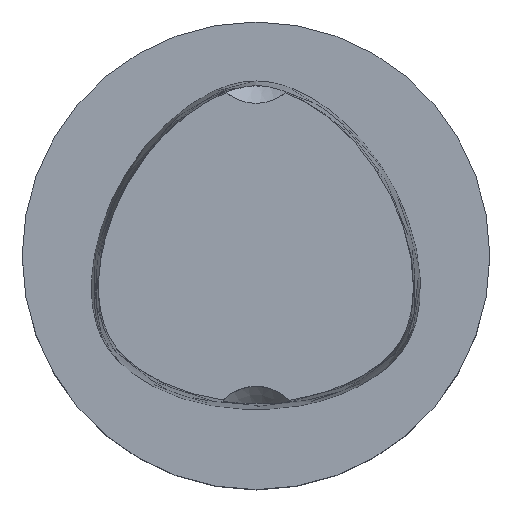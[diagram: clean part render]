
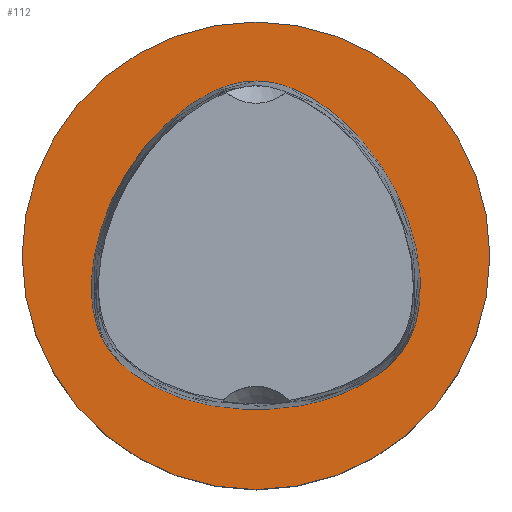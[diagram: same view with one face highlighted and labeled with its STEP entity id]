
A CAD part, top view. The second image highlights one B-rep face of the part: STEP entity #112.
In plain terms, the highlighted planar face has unit normal (0, 0, 1).
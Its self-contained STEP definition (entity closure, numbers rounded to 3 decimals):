
#112=ADVANCED_FACE('240[2]',(#256,#257),#258,.T.);
#117=EDGE_CURVE('240[2]',#263,#263,#264,.T.);
#129=EDGE_CURVE('240[2]',#278,#278,#279,.T.);
#256=FACE_OUTER_BOUND('',#556,.T.);
#257=FACE_BOUND('',#557,.T.);
#258=PLANE('',#558);
#263=VERTEX_POINT('',#564);
#264=B_SPLINE_CURVE_WITH_KNOTS('',3,(#565,#566,#567,#568,#569,#570,#571,#572,#573,#574,#575,#576,#577,#578,#579,#580,#581,#582,#583,#584,#585,#586,#587,#588,#589,#590,#591,#592,#593,#594,#595,#596,#597,#598,#599,#600,#601,#602,#603,#604,#605,#606,#607,#608,#609,#610,#611,#612,#613,#614,#615,#616),.UNSPECIFIED.,.T.,.F.,(4,3,1,1,1,1,1,1,1,1,1,1,1,1,1,1,1,1,1,1,1,1,1,1,1,1,1,1,1,1,1,1,1,1,1,1,1,1,1,1,1,1,1,1,1,1,1,4),(0.,0.,0.023,0.046,0.069,0.09,0.112,0.133,0.153,0.173,0.194,0.215,0.236,0.257,0.28,0.303,0.326,0.349,0.372,0.394,0.417,0.438,0.459,0.48,0.5,0.52,0.541,0.562,0.583,0.606,0.628,0.651,0.674,0.697,0.72,0.743,0.764,0.785,0.806,0.827,0.847,0.867,0.888,0.91,0.931,0.954,0.977,1.0),.UNSPECIFIED.);
#278=VERTEX_POINT('',#666);
#279=CIRCLE('',#667,24.99);
#556=EDGE_LOOP('',(#1846));
#557=EDGE_LOOP('',(#1847));
#558=AXIS2_PLACEMENT_3D('',#1848,#1849,#1850);
#564=CARTESIAN_POINT('',(0.001,18.694,0.0));
#565=CARTESIAN_POINT('',(0.001,18.694,0.0));
#566=CARTESIAN_POINT('',(0.011,18.694,0.0));
#567=CARTESIAN_POINT('',(0.02,18.694,0.0));
#568=CARTESIAN_POINT('',(0.029,18.694,0.0));
#569=CARTESIAN_POINT('',(0.868,18.695,0.0));
#570=CARTESIAN_POINT('',(2.552,18.418,0.0));
#571=CARTESIAN_POINT('',(4.899,17.498,0.0));
#572=CARTESIAN_POINT('',(7.042,16.239,0.0));
#573=CARTESIAN_POINT('',(8.953,14.751,0.0));
#574=CARTESIAN_POINT('',(10.656,13.119,0.0));
#575=CARTESIAN_POINT('',(12.164,11.372,0.0));
#576=CARTESIAN_POINT('',(13.489,9.526,0.0));
#577=CARTESIAN_POINT('',(14.645,7.587,0.0));
#578=CARTESIAN_POINT('',(15.637,5.55,0.0));
#579=CARTESIAN_POINT('',(16.457,3.408,0.0));
#580=CARTESIAN_POINT('',(17.089,1.155,0.0));
#581=CARTESIAN_POINT('',(17.497,-1.211,0.0));
#582=CARTESIAN_POINT('',(17.639,-3.672,0.0));
#583=CARTESIAN_POINT('',(17.405,-6.179,0.0));
#584=CARTESIAN_POINT('',(16.692,-8.64,0.0));
#585=CARTESIAN_POINT('',(15.284,-10.803,0.0));
#586=CARTESIAN_POINT('',(13.394,-12.511,0.0));
#587=CARTESIAN_POINT('',(11.276,-13.846,0.0));
#588=CARTESIAN_POINT('',(9.049,-14.853,0.0));
#589=CARTESIAN_POINT('',(6.791,-15.6,0.0));
#590=CARTESIAN_POINT('',(4.52,-16.102,0.0));
#591=CARTESIAN_POINT('',(2.262,-16.323,0.0));
#592=CARTESIAN_POINT('',(0.01,-16.517,0.0));
#593=CARTESIAN_POINT('',(-2.243,-16.331,0.0));
#594=CARTESIAN_POINT('',(-4.52,-16.097,0.0));
#595=CARTESIAN_POINT('',(-6.791,-15.599,0.0));
#596=CARTESIAN_POINT('',(-9.058,-14.87,0.0));
#597=CARTESIAN_POINT('',(-11.284,-13.857,0.0));
#598=CARTESIAN_POINT('',(-13.39,-12.506,0.0));
#599=CARTESIAN_POINT('',(-15.273,-10.794,0.0));
#600=CARTESIAN_POINT('',(-16.68,-8.635,0.0));
#601=CARTESIAN_POINT('',(-17.41,-6.181,0.0));
#602=CARTESIAN_POINT('',(-17.651,-3.673,0.0));
#603=CARTESIAN_POINT('',(-17.499,-1.211,0.0));
#604=CARTESIAN_POINT('',(-17.085,1.154,0.0));
#605=CARTESIAN_POINT('',(-16.457,3.408,0.0));
#606=CARTESIAN_POINT('',(-15.638,5.55,0.0));
#607=CARTESIAN_POINT('',(-14.645,7.586,0.0));
#608=CARTESIAN_POINT('',(-13.489,9.526,0.0));
#609=CARTESIAN_POINT('',(-12.164,11.372,0.0));
#610=CARTESIAN_POINT('',(-10.656,13.118,0.0));
#611=CARTESIAN_POINT('',(-8.95,14.746,0.0));
#612=CARTESIAN_POINT('',(-7.035,16.229,0.0));
#613=CARTESIAN_POINT('',(-4.906,17.513,0.0));
#614=CARTESIAN_POINT('',(-2.545,18.442,0.0));
#615=CARTESIAN_POINT('',(-0.847,18.69,0.0));
#616=CARTESIAN_POINT('',(0.001,18.694,0.0));
#666=CARTESIAN_POINT('',(0.,24.99,0.));
#667=AXIS2_PLACEMENT_3D('',#1863,#1864,#1865);
#1846=ORIENTED_EDGE('',*,*,#129,.F.);
#1847=ORIENTED_EDGE('',*,*,#117,.T.);
#1848=CARTESIAN_POINT('',(0.,12.495,0.));
#1849=DIRECTION('',(0.,0.,1.0));
#1850=DIRECTION('',(1.0,0.,0.0));
#1863=CARTESIAN_POINT('',(0.0,0.0,0.0));
#1864=DIRECTION('',(0.,0.,-1.0));
#1865=DIRECTION('',(0.,1.0,0.));
